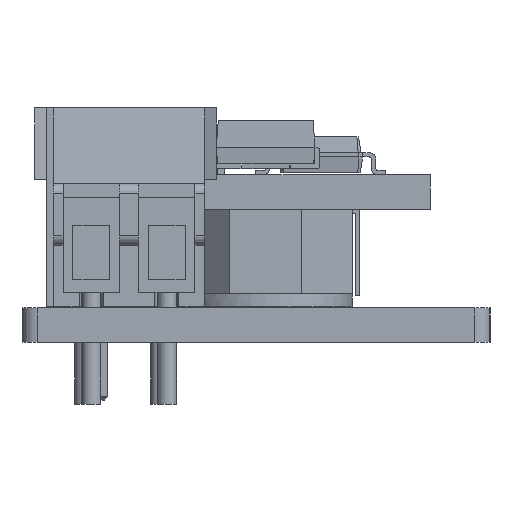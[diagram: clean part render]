
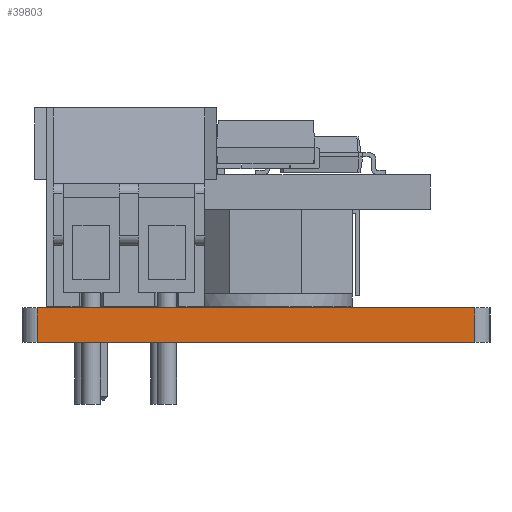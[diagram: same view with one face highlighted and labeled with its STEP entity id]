
A CAD part, left-side view. The second image highlights one B-rep face of the part: STEP entity #39803.
In plain terms, the highlighted planar face has unit normal (-1, 0, 0).
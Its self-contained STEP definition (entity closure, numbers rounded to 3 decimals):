
#38215 = PLANE('',#38216);
#38216 = AXIS2_PLACEMENT_3D('',#38217,#38218,#38219);
#38217 = CARTESIAN_POINT('',(157.15,-102.825,1.6));
#38218 = DIRECTION('',(0.,0.,1.));
#38219 = DIRECTION('',(1.,0.,-0.));
#38243 = CYLINDRICAL_SURFACE('',#38244,0.7);
#38244 = AXIS2_PLACEMENT_3D('',#38245,#38246,#38247);
#38245 = CARTESIAN_POINT('',(117.85,-92.7,0.));
#38246 = DIRECTION('',(-0.,-0.,-1.));
#38247 = DIRECTION('',(1.,0.,-0.));
#38269 = PLANE('',#38270);
#38270 = AXIS2_PLACEMENT_3D('',#38271,#38272,#38273);
#38271 = CARTESIAN_POINT('',(157.15,-102.825,0.));
#38272 = DIRECTION('',(0.,0.,1.));
#38273 = DIRECTION('',(1.,0.,-0.));
#38364 = VERTEX_POINT('',#38365);
#38365 = CARTESIAN_POINT('',(117.15,-92.7,1.6));
#38387 = EDGE_CURVE('',#38388,#38364,#38390,.T.);
#38388 = VERTEX_POINT('',#38389);
#38389 = CARTESIAN_POINT('',(117.15,-92.7,0.));
#38390 = SURFACE_CURVE('',#38391,(#38395,#38402),.PCURVE_S1.);
#38391 = LINE('',#38392,#38393);
#38392 = CARTESIAN_POINT('',(117.15,-92.7,0.));
#38393 = VECTOR('',#38394,1.);
#38394 = DIRECTION('',(0.,0.,1.));
#38395 = PCURVE('',#38243,#38396);
#38396 = DEFINITIONAL_REPRESENTATION('',(#38397),#38401);
#38397 = LINE('',#38398,#38399);
#38398 = CARTESIAN_POINT('',(-3.142,0.));
#38399 = VECTOR('',#38400,1.);
#38400 = DIRECTION('',(-0.,-1.));
#38401 = ( GEOMETRIC_REPRESENTATION_CONTEXT(2) 
PARAMETRIC_REPRESENTATION_CONTEXT() REPRESENTATION_CONTEXT('2D SPACE',''
  ) );
#38402 = PCURVE('',#38403,#38408);
#38403 = PLANE('',#38404);
#38404 = AXIS2_PLACEMENT_3D('',#38405,#38406,#38407);
#38405 = CARTESIAN_POINT('',(117.15,-92.7,0.));
#38406 = DIRECTION('',(1.,0.,-0.));
#38407 = DIRECTION('',(0.,-1.,0.));
#38408 = DEFINITIONAL_REPRESENTATION('',(#38409),#38413);
#38409 = LINE('',#38410,#38411);
#38410 = CARTESIAN_POINT('',(0.,0.));
#38411 = VECTOR('',#38412,1.);
#38412 = DIRECTION('',(0.,-1.));
#38413 = ( GEOMETRIC_REPRESENTATION_CONTEXT(2) 
PARAMETRIC_REPRESENTATION_CONTEXT() REPRESENTATION_CONTEXT('2D SPACE',''
  ) );
#38442 = EDGE_CURVE('',#38388,#38443,#38445,.T.);
#38443 = VERTEX_POINT('',#38444);
#38444 = CARTESIAN_POINT('',(117.15,-112.95,0.));
#38445 = SURFACE_CURVE('',#38446,(#38450,#38457),.PCURVE_S1.);
#38446 = LINE('',#38447,#38448);
#38447 = CARTESIAN_POINT('',(117.15,-92.7,0.));
#38448 = VECTOR('',#38449,1.);
#38449 = DIRECTION('',(0.,-1.,0.));
#38450 = PCURVE('',#38269,#38451);
#38451 = DEFINITIONAL_REPRESENTATION('',(#38452),#38456);
#38452 = LINE('',#38453,#38454);
#38453 = CARTESIAN_POINT('',(-40.,10.125));
#38454 = VECTOR('',#38455,1.);
#38455 = DIRECTION('',(0.,-1.));
#38456 = ( GEOMETRIC_REPRESENTATION_CONTEXT(2) 
PARAMETRIC_REPRESENTATION_CONTEXT() REPRESENTATION_CONTEXT('2D SPACE',''
  ) );
#38457 = PCURVE('',#38403,#38458);
#38458 = DEFINITIONAL_REPRESENTATION('',(#38459),#38463);
#38459 = LINE('',#38460,#38461);
#38460 = CARTESIAN_POINT('',(0.,0.));
#38461 = VECTOR('',#38462,1.);
#38462 = DIRECTION('',(1.,0.));
#38463 = ( GEOMETRIC_REPRESENTATION_CONTEXT(2) 
PARAMETRIC_REPRESENTATION_CONTEXT() REPRESENTATION_CONTEXT('2D SPACE',''
  ) );
#38482 = CYLINDRICAL_SURFACE('',#38483,0.7);
#38483 = AXIS2_PLACEMENT_3D('',#38484,#38485,#38486);
#38484 = CARTESIAN_POINT('',(117.85,-112.95,0.));
#38485 = DIRECTION('',(-0.,-0.,-1.));
#38486 = DIRECTION('',(1.,0.,-0.));
#39167 = EDGE_CURVE('',#38364,#39168,#39170,.T.);
#39168 = VERTEX_POINT('',#39169);
#39169 = CARTESIAN_POINT('',(117.15,-112.95,1.6));
#39170 = SURFACE_CURVE('',#39171,(#39175,#39182),.PCURVE_S1.);
#39171 = LINE('',#39172,#39173);
#39172 = CARTESIAN_POINT('',(117.15,-92.7,1.6));
#39173 = VECTOR('',#39174,1.);
#39174 = DIRECTION('',(0.,-1.,0.));
#39175 = PCURVE('',#38215,#39176);
#39176 = DEFINITIONAL_REPRESENTATION('',(#39177),#39181);
#39177 = LINE('',#39178,#39179);
#39178 = CARTESIAN_POINT('',(-40.,10.125));
#39179 = VECTOR('',#39180,1.);
#39180 = DIRECTION('',(0.,-1.));
#39181 = ( GEOMETRIC_REPRESENTATION_CONTEXT(2) 
PARAMETRIC_REPRESENTATION_CONTEXT() REPRESENTATION_CONTEXT('2D SPACE',''
  ) );
#39182 = PCURVE('',#38403,#39183);
#39183 = DEFINITIONAL_REPRESENTATION('',(#39184),#39188);
#39184 = LINE('',#39185,#39186);
#39185 = CARTESIAN_POINT('',(0.,-1.6));
#39186 = VECTOR('',#39187,1.);
#39187 = DIRECTION('',(1.,0.));
#39188 = ( GEOMETRIC_REPRESENTATION_CONTEXT(2) 
PARAMETRIC_REPRESENTATION_CONTEXT() REPRESENTATION_CONTEXT('2D SPACE',''
  ) );
#39803 = ADVANCED_FACE('',(#39804),#38403,.F.);
#39804 = FACE_BOUND('',#39805,.F.);
#39805 = EDGE_LOOP('',(#39806,#39807,#39808,#39829));
#39806 = ORIENTED_EDGE('',*,*,#38387,.T.);
#39807 = ORIENTED_EDGE('',*,*,#39167,.T.);
#39808 = ORIENTED_EDGE('',*,*,#39809,.F.);
#39809 = EDGE_CURVE('',#38443,#39168,#39810,.T.);
#39810 = SURFACE_CURVE('',#39811,(#39815,#39822),.PCURVE_S1.);
#39811 = LINE('',#39812,#39813);
#39812 = CARTESIAN_POINT('',(117.15,-112.95,0.));
#39813 = VECTOR('',#39814,1.);
#39814 = DIRECTION('',(0.,0.,1.));
#39815 = PCURVE('',#38403,#39816);
#39816 = DEFINITIONAL_REPRESENTATION('',(#39817),#39821);
#39817 = LINE('',#39818,#39819);
#39818 = CARTESIAN_POINT('',(20.25,0.));
#39819 = VECTOR('',#39820,1.);
#39820 = DIRECTION('',(0.,-1.));
#39821 = ( GEOMETRIC_REPRESENTATION_CONTEXT(2) 
PARAMETRIC_REPRESENTATION_CONTEXT() REPRESENTATION_CONTEXT('2D SPACE',''
  ) );
#39822 = PCURVE('',#38482,#39823);
#39823 = DEFINITIONAL_REPRESENTATION('',(#39824),#39828);
#39824 = LINE('',#39825,#39826);
#39825 = CARTESIAN_POINT('',(-3.142,0.));
#39826 = VECTOR('',#39827,1.);
#39827 = DIRECTION('',(-0.,-1.));
#39828 = ( GEOMETRIC_REPRESENTATION_CONTEXT(2) 
PARAMETRIC_REPRESENTATION_CONTEXT() REPRESENTATION_CONTEXT('2D SPACE',''
  ) );
#39829 = ORIENTED_EDGE('',*,*,#38442,.F.);
